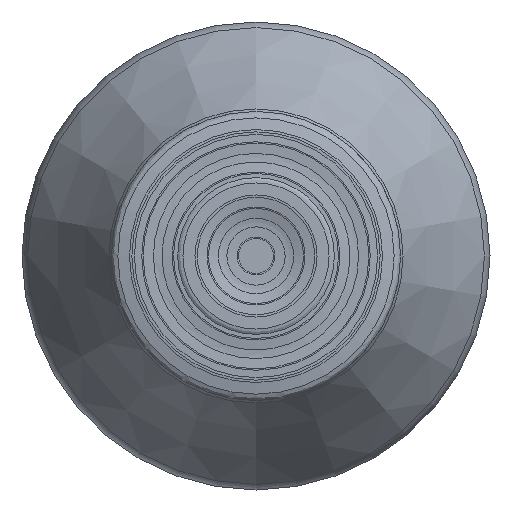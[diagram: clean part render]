
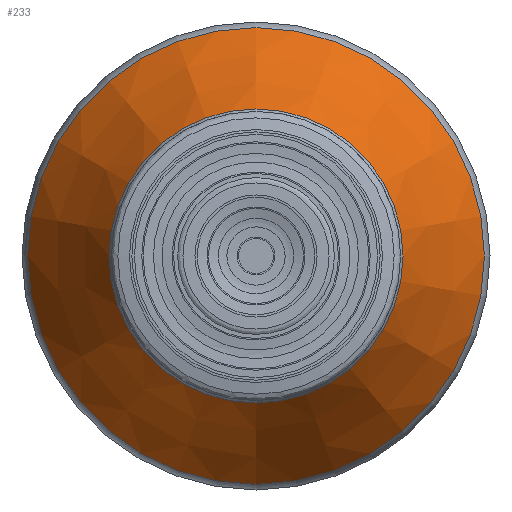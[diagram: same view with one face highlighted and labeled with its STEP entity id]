
A CAD part, left-side view. The second image highlights one B-rep face of the part: STEP entity #233.
In plain terms, the highlighted conical face has half-angle 30.256 degrees and reference radius 16.591 mm.
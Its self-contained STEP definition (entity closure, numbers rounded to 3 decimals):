
#211=CONICAL_SURFACE('',#919,16.591,30.256);
#233=ADVANCED_FACE('',(#322,#323),#211,.T.);
#322=FACE_BOUND('',#451,.T.);
#323=FACE_BOUND('',#452,.T.);
#451=EDGE_LOOP('',(#583));
#452=EDGE_LOOP('',(#584));
#583=ORIENTED_EDGE('',*,*,#767,.T.);
#584=ORIENTED_EDGE('',*,*,#766,.F.);
#700=VERTEX_POINT('',#1278);
#701=VERTEX_POINT('',#1281);
#766=EDGE_CURVE('',#700,#700,#832,.T.);
#767=EDGE_CURVE('',#701,#701,#833,.T.);
#832=CIRCLE('',#916,16.591);
#833=CIRCLE('',#918,10.681);
#916=AXIS2_PLACEMENT_3D('',#1277,#1038,#1039);
#918=AXIS2_PLACEMENT_3D('',#1280,#1042,#1043);
#919=AXIS2_PLACEMENT_3D('',#1282,#1044,#1045);
#1038=DIRECTION('',(1.,0.,0.));
#1039=DIRECTION('',(0.,0.,1.));
#1042=DIRECTION('',(1.,0.,0.));
#1043=DIRECTION('',(0.,0.,1.));
#1044=DIRECTION('',(1.,0.,0.));
#1045=DIRECTION('',(0.,0.,-1.));
#1277=CARTESIAN_POINT('',(100.299,0.,0.));
#1278=CARTESIAN_POINT('',(100.299,0.,16.591));
#1280=CARTESIAN_POINT('',(90.168,0.,0.));
#1281=CARTESIAN_POINT('',(90.168,0.,10.681));
#1282=CARTESIAN_POINT('',(100.299,0.,0.));
